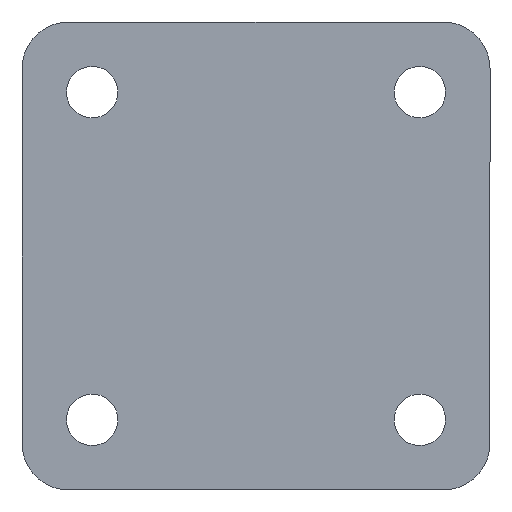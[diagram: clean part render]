
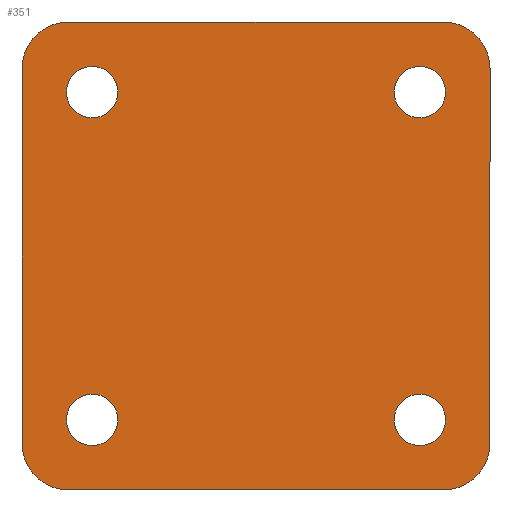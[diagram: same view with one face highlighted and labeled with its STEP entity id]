
A CAD part, front view. The second image highlights one B-rep face of the part: STEP entity #351.
In plain terms, the highlighted planar face has unit normal (0, -1, 0).
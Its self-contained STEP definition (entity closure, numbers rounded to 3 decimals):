
#1 = LINE ( 'NONE', #635, #159 ) ;
#3 = DIRECTION ( 'NONE',  ( 0., 0., 1. ) ) ;
#5 = VERTEX_POINT ( 'NONE', #512 ) ;
#7 = CARTESIAN_POINT ( 'NONE',  ( 40., 0., 40. ) ) ;
#8 = DIRECTION ( 'NONE',  ( 0., 1., 0. ) ) ;
#12 = CARTESIAN_POINT ( 'NONE',  ( 35., 0., -35. ) ) ;
#16 = VERTEX_POINT ( 'NONE', #137 ) ;
#19 = VERTEX_POINT ( 'NONE', #197 ) ;
#20 = DIRECTION ( 'NONE',  ( 0., 0., 1. ) ) ;
#21 = EDGE_CURVE ( 'NONE', #584, #19, #49, .T. ) ;
#24 = CARTESIAN_POINT ( 'NONE',  ( 50., 0., 40. ) ) ;
#33 = ORIENTED_EDGE ( 'NONE', *, *, #556, .F. ) ;
#41 = VECTOR ( 'NONE', #211, 1000. ) ;
#42 = CARTESIAN_POINT ( 'NONE',  ( 50., 0., -40. ) ) ;
#43 = EDGE_CURVE ( 'NONE', #437, #16, #454, .T. ) ;
#44 = VECTOR ( 'NONE', #567, 1000. ) ;
#48 = CARTESIAN_POINT ( 'NONE',  ( -50., 0., -40. ) ) ;
#49 = LINE ( 'NONE', #42, #112 ) ;
#52 = AXIS2_PLACEMENT_3D ( 'NONE', #92, #510, #260 ) ;
#53 = DIRECTION ( 'NONE',  ( 0., 0., 1. ) ) ;
#58 = CARTESIAN_POINT ( 'NONE',  ( -35., 0., 40.5 ) ) ;
#59 = ORIENTED_EDGE ( 'NONE', *, *, #87, .F. ) ;
#60 = EDGE_CURVE ( 'NONE', #589, #281, #62, .T. ) ;
#62 = CIRCLE ( 'NONE', #505, 5.5 ) ;
#65 = CARTESIAN_POINT ( 'NONE',  ( 35., 0., 29.5 ) ) ;
#73 = EDGE_CURVE ( 'NONE', #345, #74, #215, .T. ) ;
#74 = VERTEX_POINT ( 'NONE', #65 ) ;
#79 = EDGE_LOOP ( 'NONE', ( #203, #376 ) ) ;
#81 = VERTEX_POINT ( 'NONE', #673 ) ;
#87 = EDGE_CURVE ( 'NONE', #19, #437, #601, .T. ) ;
#92 = CARTESIAN_POINT ( 'NONE',  ( -40., 0., 40. ) ) ;
#95 = ORIENTED_EDGE ( 'NONE', *, *, #548, .T. ) ;
#109 = CARTESIAN_POINT ( 'NONE',  ( -35., 0., 35. ) ) ;
#112 = VECTOR ( 'NONE', #248, 1000. ) ;
#117 = CIRCLE ( 'NONE', #560, 5.5 ) ;
#119 = DIRECTION ( 'NONE',  ( 0., 0., 1. ) ) ;
#121 = DIRECTION ( 'NONE',  ( 0., 0., 1. ) ) ;
#137 = CARTESIAN_POINT ( 'NONE',  ( -40., 0., -50. ) ) ;
#147 = FACE_BOUND ( 'NONE', #593, .T. ) ;
#150 = AXIS2_PLACEMENT_3D ( 'NONE', #198, #255, #195 ) ;
#153 = CIRCLE ( 'NONE', #464, 5.5 ) ;
#159 = VECTOR ( 'NONE', #322, 1000. ) ;
#162 = DIRECTION ( 'NONE',  ( 0., 0., 1. ) ) ;
#166 = CARTESIAN_POINT ( 'NONE',  ( -35., 0., 35. ) ) ;
#180 = VERTEX_POINT ( 'NONE', #597 ) ;
#189 = ORIENTED_EDGE ( 'NONE', *, *, #21, .F. ) ;
#192 = ORIENTED_EDGE ( 'NONE', *, *, #232, .F. ) ;
#195 = DIRECTION ( 'NONE',  ( 0., 0., 1. ) ) ;
#197 = CARTESIAN_POINT ( 'NONE',  ( 50., 0., -40. ) ) ;
#198 = CARTESIAN_POINT ( 'NONE',  ( 35., 0., 35. ) ) ;
#203 = ORIENTED_EDGE ( 'NONE', *, *, #622, .T. ) ;
#208 = CARTESIAN_POINT ( 'NONE',  ( -35., 0., -35. ) ) ;
#211 = DIRECTION ( 'NONE',  ( -1., 0., 0. ) ) ;
#215 = CIRCLE ( 'NONE', #442, 5.5 ) ;
#232 = EDGE_CURVE ( 'NONE', #81, #302, #285, .T. ) ;
#233 = AXIS2_PLACEMENT_3D ( 'NONE', #208, #417, #53 ) ;
#235 = CARTESIAN_POINT ( 'NONE',  ( 35., 0., -40.5 ) ) ;
#238 = ORIENTED_EDGE ( 'NONE', *, *, #290, .F. ) ;
#248 = DIRECTION ( 'NONE',  ( 0., 0., -1. ) ) ;
#252 = CARTESIAN_POINT ( 'NONE',  ( -40., 0., 50. ) ) ;
#255 = DIRECTION ( 'NONE',  ( 0., 1., 0. ) ) ;
#258 = VERTEX_POINT ( 'NONE', #592 ) ;
#260 = DIRECTION ( 'NONE',  ( 0., 0., 1. ) ) ;
#268 = ORIENTED_EDGE ( 'NONE', *, *, #296, .F. ) ;
#270 = DIRECTION ( 'NONE',  ( 0., 1., 0. ) ) ;
#271 = ORIENTED_EDGE ( 'NONE', *, *, #444, .T. ) ;
#274 = CIRCLE ( 'NONE', #233, 5.5 ) ;
#279 = CARTESIAN_POINT ( 'NONE',  ( -35., 0., 29.5 ) ) ;
#281 = VERTEX_POINT ( 'NONE', #58 ) ;
#285 = CIRCLE ( 'NONE', #412, 10. ) ;
#286 = DIRECTION ( 'NONE',  ( 0., 0., 1. ) ) ;
#290 = EDGE_CURVE ( 'NONE', #258, #584, #614, .T. ) ;
#296 = EDGE_CURVE ( 'NONE', #16, #5, #441, .T. ) ;
#298 = ORIENTED_EDGE ( 'NONE', *, *, #626, .T. ) ;
#302 = VERTEX_POINT ( 'NONE', #252 ) ;
#304 = EDGE_CURVE ( 'NONE', #74, #345, #431, .T. ) ;
#307 = AXIS2_PLACEMENT_3D ( 'NONE', #375, #270, #579 ) ;
#310 = CARTESIAN_POINT ( 'NONE',  ( 35., 0., -29.5 ) ) ;
#321 = EDGE_LOOP ( 'NONE', ( #192, #490, #268, #562, #59, #189, #238, #33 ) ) ;
#322 = DIRECTION ( 'NONE',  ( 1., 0., 0. ) ) ;
#342 = CARTESIAN_POINT ( 'NONE',  ( 35., 0., -35. ) ) ;
#345 = VERTEX_POINT ( 'NONE', #456 ) ;
#351 = ADVANCED_FACE ( 'NONE', ( #665, #409, #621, #147, #361 ), #566, .F. ) ;
#361 = FACE_BOUND ( 'NONE', #79, .T. ) ;
#363 = LINE ( 'NONE', #48, #44 ) ;
#369 = DIRECTION ( 'NONE',  ( 0., 1., 0. ) ) ;
#374 = CARTESIAN_POINT ( 'NONE',  ( -35., 0., -40.5 ) ) ;
#375 = CARTESIAN_POINT ( 'NONE',  ( 40., 0., -40. ) ) ;
#376 = ORIENTED_EDGE ( 'NONE', *, *, #608, .T. ) ;
#399 = CIRCLE ( 'NONE', #558, 5.5 ) ;
#409 = FACE_BOUND ( 'NONE', #529, .T. ) ;
#412 = AXIS2_PLACEMENT_3D ( 'NONE', #424, #641, #119 ) ;
#417 = DIRECTION ( 'NONE',  ( 0., 1., 0. ) ) ;
#418 = DIRECTION ( 'NONE',  ( 0., 1., 0. ) ) ;
#424 = CARTESIAN_POINT ( 'NONE',  ( -40., 0., 40. ) ) ;
#431 = CIRCLE ( 'NONE', #150, 5.5 ) ;
#433 = CARTESIAN_POINT ( 'NONE',  ( -40., 0., -40. ) ) ;
#434 = VERTEX_POINT ( 'NONE', #374 ) ;
#437 = VERTEX_POINT ( 'NONE', #522 ) ;
#441 = CIRCLE ( 'NONE', #517, 10. ) ;
#442 = AXIS2_PLACEMENT_3D ( 'NONE', #628, #8, #462 ) ;
#444 = EDGE_CURVE ( 'NONE', #434, #180, #399, .T. ) ;
#447 = AXIS2_PLACEMENT_3D ( 'NONE', #342, #636, #121 ) ;
#454 = LINE ( 'NONE', #466, #41 ) ;
#456 = CARTESIAN_POINT ( 'NONE',  ( 35., 0., 40.5 ) ) ;
#460 = EDGE_LOOP ( 'NONE', ( #498, #298 ) ) ;
#462 = DIRECTION ( 'NONE',  ( 0., 0., 1. ) ) ;
#464 = AXIS2_PLACEMENT_3D ( 'NONE', #166, #472, #286 ) ;
#466 = CARTESIAN_POINT ( 'NONE',  ( -40., 0., -50. ) ) ;
#472 = DIRECTION ( 'NONE',  ( 0., 1., 0. ) ) ;
#479 = DIRECTION ( 'NONE',  ( 0., 1., 0. ) ) ;
#485 = VERTEX_POINT ( 'NONE', #310 ) ;
#486 = DIRECTION ( 'NONE',  ( 0., 1., 0. ) ) ;
#490 = ORIENTED_EDGE ( 'NONE', *, *, #514, .F. ) ;
#491 = ORIENTED_EDGE ( 'NONE', *, *, #73, .T. ) ;
#498 = ORIENTED_EDGE ( 'NONE', *, *, #60, .T. ) ;
#505 = AXIS2_PLACEMENT_3D ( 'NONE', #109, #369, #3 ) ;
#510 = DIRECTION ( 'NONE',  ( 0., 1., 0. ) ) ;
#511 = DIRECTION ( 'NONE',  ( 0., 0., 1. ) ) ;
#512 = CARTESIAN_POINT ( 'NONE',  ( -50., 0., -40. ) ) ;
#514 = EDGE_CURVE ( 'NONE', #5, #81, #363, .T. ) ;
#517 = AXIS2_PLACEMENT_3D ( 'NONE', #433, #479, #645 ) ;
#520 = ORIENTED_EDGE ( 'NONE', *, *, #304, .T. ) ;
#522 = CARTESIAN_POINT ( 'NONE',  ( 40., 0., -50. ) ) ;
#529 = EDGE_LOOP ( 'NONE', ( #271, #95 ) ) ;
#548 = EDGE_CURVE ( 'NONE', #180, #434, #274, .T. ) ;
#556 = EDGE_CURVE ( 'NONE', #302, #258, #1, .T. ) ;
#558 = AXIS2_PLACEMENT_3D ( 'NONE', #582, #418, #511 ) ;
#560 = AXIS2_PLACEMENT_3D ( 'NONE', #12, #596, #162 ) ;
#562 = ORIENTED_EDGE ( 'NONE', *, *, #43, .F. ) ;
#566 = PLANE ( 'NONE',  #52 ) ;
#567 = DIRECTION ( 'NONE',  ( 0., 0., 1. ) ) ;
#579 = DIRECTION ( 'NONE',  ( 0., 0., -1. ) ) ;
#582 = CARTESIAN_POINT ( 'NONE',  ( -35., 0., -35. ) ) ;
#584 = VERTEX_POINT ( 'NONE', #24 ) ;
#589 = VERTEX_POINT ( 'NONE', #279 ) ;
#591 = AXIS2_PLACEMENT_3D ( 'NONE', #7, #486, #20 ) ;
#592 = CARTESIAN_POINT ( 'NONE',  ( 40., 0., 50. ) ) ;
#593 = EDGE_LOOP ( 'NONE', ( #520, #491 ) ) ;
#596 = DIRECTION ( 'NONE',  ( 0., 1., 0. ) ) ;
#597 = CARTESIAN_POINT ( 'NONE',  ( -35., 0., -29.5 ) ) ;
#601 = CIRCLE ( 'NONE', #307, 10. ) ;
#608 = EDGE_CURVE ( 'NONE', #485, #642, #117, .T. ) ;
#614 = CIRCLE ( 'NONE', #591, 10. ) ;
#621 = FACE_BOUND ( 'NONE', #460, .T. ) ;
#622 = EDGE_CURVE ( 'NONE', #642, #485, #644, .T. ) ;
#626 = EDGE_CURVE ( 'NONE', #281, #589, #153, .T. ) ;
#628 = CARTESIAN_POINT ( 'NONE',  ( 35., 0., 35. ) ) ;
#635 = CARTESIAN_POINT ( 'NONE',  ( -40., 0., 50. ) ) ;
#636 = DIRECTION ( 'NONE',  ( 0., 1., 0. ) ) ;
#641 = DIRECTION ( 'NONE',  ( 0., 1., 0. ) ) ;
#642 = VERTEX_POINT ( 'NONE', #235 ) ;
#644 = CIRCLE ( 'NONE', #447, 5.5 ) ;
#645 = DIRECTION ( 'NONE',  ( 0., 0., 1. ) ) ;
#665 = FACE_OUTER_BOUND ( 'NONE', #321, .T. ) ;
#673 = CARTESIAN_POINT ( 'NONE',  ( -50., 0., 40. ) ) ;
